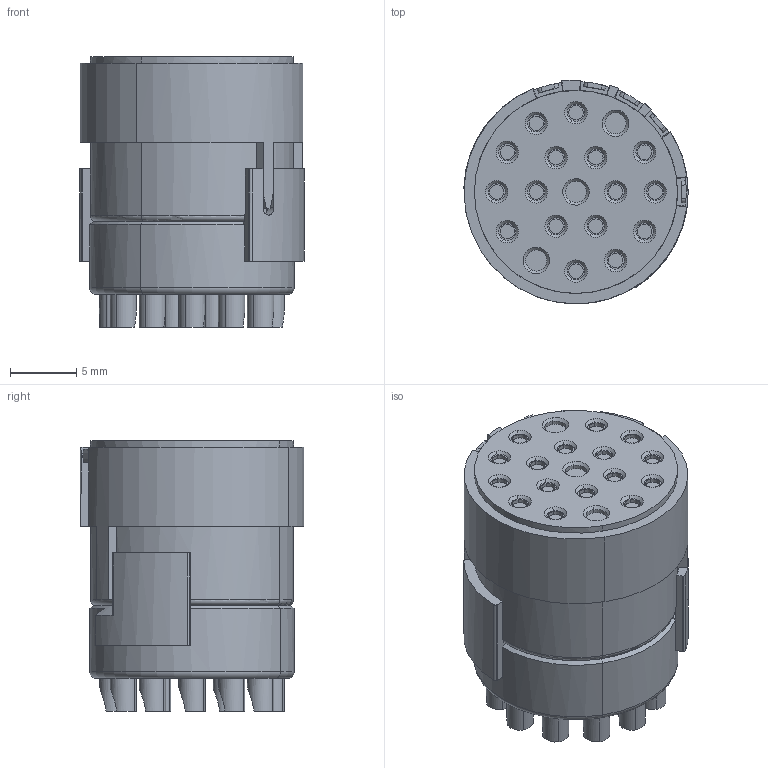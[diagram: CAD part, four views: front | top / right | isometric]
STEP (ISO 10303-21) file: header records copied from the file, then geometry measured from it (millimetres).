
FILE_DESCRIPTION(('CATIA V5 STEP Exchange','CAx-IF Rec.Pracs.--- Model Styling and Organization---1.4--- 2014-01-23'),'2;1');
FILE_NAME ('009228-2_0', '2024-05-02T06:36:49+00:00', ('none'), ('Weidmueller'), 'CATIA Version 5-6 Release 2016 SP3 HF44', 'CATIA V5 STEP AP214', 'none');
FILE_SCHEMA(('AUTOMOTIVE_DESIGN { 1 0 10303 214 1 1 1 1 }'));
Length unit declared in the file: millimetre
Products named in the file (1): 1224400000
Bounding box: 16.99 x 16.95 x 20.5 mm (x, y, z)
Volume: 3689.5 mm3; surface area: 1986 mm2
Topology: 20 solids, 20 shells, 448 faces, 1148 edges, 756 vertices
Faces by surface type: cylinder 217, plane 182, cone 43, torus 6
Entity records: 14839 total; most frequent: CARTESIAN_POINT 4485, ORIENTED_EDGE 2296, DIRECTION 1731, EDGE_CURVE 1148, AXIS2_PLACEMENT_3D 835, VERTEX_POINT 756, EDGE_LOOP 502, VECTOR 468
